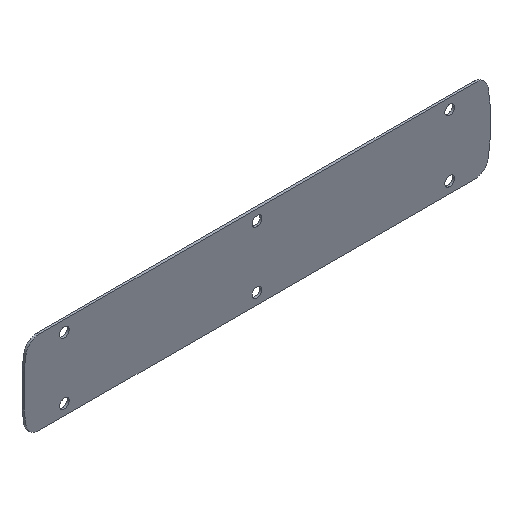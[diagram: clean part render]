
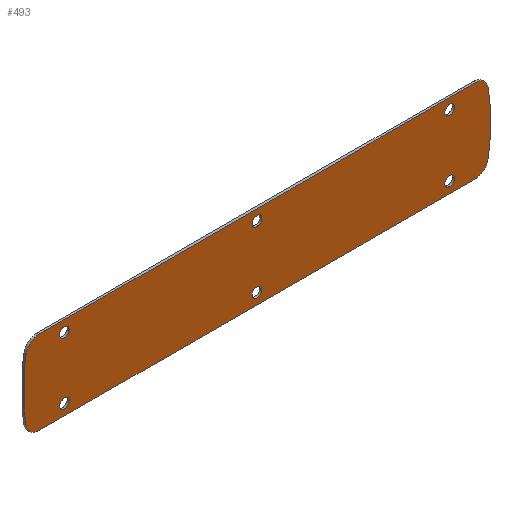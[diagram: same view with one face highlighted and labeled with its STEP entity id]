
A CAD part, isometric view. The second image highlights one B-rep face of the part: STEP entity #493.
In plain terms, the highlighted planar face has unit normal (0, -1, 0).
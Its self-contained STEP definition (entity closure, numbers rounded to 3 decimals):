
#2=CARTESIAN_POINT('',(-159.115,0.,20.9));
#3=DIRECTION('',(0.,-1.,0.));
#4=DIRECTION('',(0.,0.,1.));
#5=AXIS2_PLACEMENT_3D('',#2,#3,#4);
#7=DIRECTION('',(1.,0.,0.));
#8=VECTOR('',#7,318.23);
#9=CARTESIAN_POINT('',(-159.115,0.,30.4));
#10=LINE('',#9,#8);
#11=CARTESIAN_POINT('',(159.115,0.,20.9));
#12=DIRECTION('',(0.,-1.,0.));
#13=DIRECTION('',(0.986,0.,0.167));
#14=AXIS2_PLACEMENT_3D('',#11,#12,#13);
#16=CARTESIAN_POINT('',(35.367,0.,0.));
#17=DIRECTION('',(0.,1.,0.));
#18=DIRECTION('',(0.986,0.,0.167));
#19=AXIS2_PLACEMENT_3D('',#16,#17,#18);
#21=DIRECTION('',(0.,0.,-1.));
#22=VECTOR('',#21,22.447);
#23=CARTESIAN_POINT('',(169.9,0.,11.223));
#24=LINE('',#23,#22);
#25=CARTESIAN_POINT('',(35.367,0.,0.));
#26=DIRECTION('',(0.,1.,0.));
#27=DIRECTION('',(0.997,0.,-0.083));
#28=AXIS2_PLACEMENT_3D('',#25,#26,#27);
#30=CARTESIAN_POINT('',(159.115,0.,-20.9));
#31=DIRECTION('',(0.,-1.,0.));
#32=DIRECTION('',(0.,0.,-1.));
#33=AXIS2_PLACEMENT_3D('',#30,#31,#32);
#35=DIRECTION('',(-1.,0.,0.));
#36=VECTOR('',#35,318.23);
#37=CARTESIAN_POINT('',(159.115,0.,-30.4));
#38=LINE('',#37,#36);
#39=CARTESIAN_POINT('',(-159.115,0.,-20.9));
#40=DIRECTION('',(0.,-1.,0.));
#41=DIRECTION('',(-0.986,0.,-0.167));
#42=AXIS2_PLACEMENT_3D('',#39,#40,#41);
#44=CARTESIAN_POINT('',(-35.367,0.,0.));
#45=DIRECTION('',(0.,1.,0.));
#46=DIRECTION('',(-0.986,0.,-0.167));
#47=AXIS2_PLACEMENT_3D('',#44,#45,#46);
#49=DIRECTION('',(0.,0.,1.));
#50=VECTOR('',#49,22.447);
#51=CARTESIAN_POINT('',(-169.9,0.,-11.223));
#52=LINE('',#51,#50);
#53=CARTESIAN_POINT('',(-35.367,0.,0.));
#54=DIRECTION('',(0.,1.,0.));
#55=DIRECTION('',(-0.997,0.,0.083));
#56=AXIS2_PLACEMENT_3D('',#53,#54,#55);
#58=CARTESIAN_POINT('',(0.,0.,-22.5));
#59=DIRECTION('',(0.,1.,0.));
#60=DIRECTION('',(1.,0.,0.));
#61=AXIS2_PLACEMENT_3D('',#58,#59,#60);
#63=CARTESIAN_POINT('',(0.,0.,-22.5));
#64=DIRECTION('',(0.,1.,0.));
#65=DIRECTION('',(-1.,0.,0.));
#66=AXIS2_PLACEMENT_3D('',#63,#64,#65);
#68=CARTESIAN_POINT('',(0.,0.,22.5));
#69=DIRECTION('',(0.,1.,0.));
#70=DIRECTION('',(1.,0.,0.));
#71=AXIS2_PLACEMENT_3D('',#68,#69,#70);
#73=CARTESIAN_POINT('',(0.,0.,22.5));
#74=DIRECTION('',(0.,1.,0.));
#75=DIRECTION('',(-1.,0.,0.));
#76=AXIS2_PLACEMENT_3D('',#73,#74,#75);
#78=CARTESIAN_POINT('',(140.5,0.,-22.5));
#79=DIRECTION('',(0.,1.,0.));
#80=DIRECTION('',(1.,0.,0.));
#81=AXIS2_PLACEMENT_3D('',#78,#79,#80);
#83=CARTESIAN_POINT('',(140.5,0.,-22.5));
#84=DIRECTION('',(0.,1.,0.));
#85=DIRECTION('',(-1.,0.,0.));
#86=AXIS2_PLACEMENT_3D('',#83,#84,#85);
#88=CARTESIAN_POINT('',(140.5,0.,22.5));
#89=DIRECTION('',(0.,1.,0.));
#90=DIRECTION('',(1.,0.,0.));
#91=AXIS2_PLACEMENT_3D('',#88,#89,#90);
#93=CARTESIAN_POINT('',(140.5,0.,22.5));
#94=DIRECTION('',(0.,1.,0.));
#95=DIRECTION('',(-1.,0.,0.));
#96=AXIS2_PLACEMENT_3D('',#93,#94,#95);
#98=CARTESIAN_POINT('',(-140.5,0.,22.5));
#99=DIRECTION('',(0.,1.,0.));
#100=DIRECTION('',(1.,0.,0.));
#101=AXIS2_PLACEMENT_3D('',#98,#99,#100);
#103=CARTESIAN_POINT('',(-140.5,0.,22.5));
#104=DIRECTION('',(0.,1.,0.));
#105=DIRECTION('',(-1.,0.,0.));
#106=AXIS2_PLACEMENT_3D('',#103,#104,#105);
#108=CARTESIAN_POINT('',(-140.5,0.,-22.5));
#109=DIRECTION('',(0.,1.,0.));
#110=DIRECTION('',(1.,0.,0.));
#111=AXIS2_PLACEMENT_3D('',#108,#109,#110);
#113=CARTESIAN_POINT('',(-140.5,0.,-22.5));
#114=DIRECTION('',(0.,1.,0.));
#115=DIRECTION('',(-1.,0.,0.));
#116=AXIS2_PLACEMENT_3D('',#113,#114,#115);
#330=CARTESIAN_POINT('',(-169.9,0.,-11.223));
#331=CARTESIAN_POINT('',(-169.9,0.,11.223));
#332=VERTEX_POINT('',#330);
#333=VERTEX_POINT('',#331);
#334=CARTESIAN_POINT('',(169.9,0.,11.223));
#335=CARTESIAN_POINT('',(169.9,0.,-11.223));
#336=VERTEX_POINT('',#334);
#337=VERTEX_POINT('',#335);
#362=CARTESIAN_POINT('',(-159.115,0.,30.4));
#363=CARTESIAN_POINT('',(-168.482,0.,22.482));
#364=VERTEX_POINT('',#362);
#365=VERTEX_POINT('',#363);
#366=CARTESIAN_POINT('',(-168.482,0.,-22.482));
#367=CARTESIAN_POINT('',(-159.115,0.,-30.4));
#368=VERTEX_POINT('',#366);
#369=VERTEX_POINT('',#367);
#370=CARTESIAN_POINT('',(159.115,0.,-30.4));
#371=CARTESIAN_POINT('',(168.482,0.,-22.482));
#372=VERTEX_POINT('',#370);
#373=VERTEX_POINT('',#371);
#374=CARTESIAN_POINT('',(168.482,0.,22.482));
#375=CARTESIAN_POINT('',(159.115,0.,30.4));
#376=VERTEX_POINT('',#374);
#377=VERTEX_POINT('',#375);
#378=CARTESIAN_POINT('',(3.5,0.,-22.5));
#379=CARTESIAN_POINT('',(-3.5,0.,-22.5));
#380=VERTEX_POINT('',#378);
#381=VERTEX_POINT('',#379);
#382=CARTESIAN_POINT('',(3.5,0.,22.5));
#383=CARTESIAN_POINT('',(-3.5,0.,22.5));
#384=VERTEX_POINT('',#382);
#385=VERTEX_POINT('',#383);
#386=CARTESIAN_POINT('',(144.,0.,-22.5));
#387=CARTESIAN_POINT('',(137.,0.,-22.5));
#388=VERTEX_POINT('',#386);
#389=VERTEX_POINT('',#387);
#390=CARTESIAN_POINT('',(144.,0.,22.5));
#391=CARTESIAN_POINT('',(137.,0.,22.5));
#392=VERTEX_POINT('',#390);
#393=VERTEX_POINT('',#391);
#394=CARTESIAN_POINT('',(-137.,0.,22.5));
#395=CARTESIAN_POINT('',(-144.,0.,22.5));
#396=VERTEX_POINT('',#394);
#397=VERTEX_POINT('',#395);
#398=CARTESIAN_POINT('',(-137.,0.,-22.5));
#399=CARTESIAN_POINT('',(-144.,0.,-22.5));
#400=VERTEX_POINT('',#398);
#401=VERTEX_POINT('',#399);
#426=CARTESIAN_POINT('',(0.,0.,0.));
#427=DIRECTION('',(0.,1.,0.));
#428=DIRECTION('',(1.,0.,0.));
#429=AXIS2_PLACEMENT_3D('',#426,#427,#428);
#430=PLANE('',#429);
#432=ORIENTED_EDGE('',*,*,#431,.F.);
#434=ORIENTED_EDGE('',*,*,#433,.T.);
#436=ORIENTED_EDGE('',*,*,#435,.F.);
#438=ORIENTED_EDGE('',*,*,#437,.T.);
#440=ORIENTED_EDGE('',*,*,#439,.T.);
#442=ORIENTED_EDGE('',*,*,#441,.T.);
#444=ORIENTED_EDGE('',*,*,#443,.F.);
#446=ORIENTED_EDGE('',*,*,#445,.T.);
#448=ORIENTED_EDGE('',*,*,#447,.F.);
#450=ORIENTED_EDGE('',*,*,#449,.T.);
#452=ORIENTED_EDGE('',*,*,#451,.T.);
#454=ORIENTED_EDGE('',*,*,#453,.T.);
#455=EDGE_LOOP('',(#432,#434,#436,#438,#440,#442,#444,#446,#448,#450,#452,
#454));
#456=FACE_OUTER_BOUND('',#455,.F.);
#458=ORIENTED_EDGE('',*,*,#457,.F.);
#460=ORIENTED_EDGE('',*,*,#459,.F.);
#461=EDGE_LOOP('',(#458,#460));
#462=FACE_BOUND('',#461,.F.);
#464=ORIENTED_EDGE('',*,*,#463,.F.);
#466=ORIENTED_EDGE('',*,*,#465,.F.);
#467=EDGE_LOOP('',(#464,#466));
#468=FACE_BOUND('',#467,.F.);
#470=ORIENTED_EDGE('',*,*,#469,.F.);
#472=ORIENTED_EDGE('',*,*,#471,.F.);
#473=EDGE_LOOP('',(#470,#472));
#474=FACE_BOUND('',#473,.F.);
#476=ORIENTED_EDGE('',*,*,#475,.F.);
#478=ORIENTED_EDGE('',*,*,#477,.F.);
#479=EDGE_LOOP('',(#476,#478));
#480=FACE_BOUND('',#479,.F.);
#482=ORIENTED_EDGE('',*,*,#481,.F.);
#484=ORIENTED_EDGE('',*,*,#483,.F.);
#485=EDGE_LOOP('',(#482,#484));
#486=FACE_BOUND('',#485,.F.);
#488=ORIENTED_EDGE('',*,*,#487,.F.);
#490=ORIENTED_EDGE('',*,*,#489,.F.);
#491=EDGE_LOOP('',(#488,#490));
#492=FACE_BOUND('',#491,.F.);
#493=ADVANCED_FACE('',(#456,#462,#468,#474,#480,#486,#492),#430,.F.);
#6=CIRCLE('',#5,9.5);
#15=CIRCLE('',#14,9.5);
#20=CIRCLE('',#19,135.);
#29=CIRCLE('',#28,135.);
#34=CIRCLE('',#33,9.5);
#43=CIRCLE('',#42,9.5);
#48=CIRCLE('',#47,135.);
#57=CIRCLE('',#56,135.);
#62=CIRCLE('',#61,3.5);
#67=CIRCLE('',#66,3.5);
#72=CIRCLE('',#71,3.5);
#77=CIRCLE('',#76,3.5);
#82=CIRCLE('',#81,3.5);
#87=CIRCLE('',#86,3.5);
#92=CIRCLE('',#91,3.5);
#97=CIRCLE('',#96,3.5);
#102=CIRCLE('',#101,3.5);
#107=CIRCLE('',#106,3.5);
#112=CIRCLE('',#111,3.5);
#117=CIRCLE('',#116,3.5);
#431=EDGE_CURVE('',#364,#365,#6,.T.);
#433=EDGE_CURVE('',#364,#377,#10,.T.);
#435=EDGE_CURVE('',#376,#377,#15,.T.);
#437=EDGE_CURVE('',#376,#336,#20,.T.);
#439=EDGE_CURVE('',#336,#337,#24,.T.);
#441=EDGE_CURVE('',#337,#373,#29,.T.);
#443=EDGE_CURVE('',#372,#373,#34,.T.);
#445=EDGE_CURVE('',#372,#369,#38,.T.);
#447=EDGE_CURVE('',#368,#369,#43,.T.);
#449=EDGE_CURVE('',#368,#332,#48,.T.);
#451=EDGE_CURVE('',#332,#333,#52,.T.);
#453=EDGE_CURVE('',#333,#365,#57,.T.);
#457=EDGE_CURVE('',#380,#381,#62,.T.);
#459=EDGE_CURVE('',#381,#380,#67,.T.);
#463=EDGE_CURVE('',#384,#385,#72,.T.);
#465=EDGE_CURVE('',#385,#384,#77,.T.);
#469=EDGE_CURVE('',#388,#389,#82,.T.);
#471=EDGE_CURVE('',#389,#388,#87,.T.);
#475=EDGE_CURVE('',#392,#393,#92,.T.);
#477=EDGE_CURVE('',#393,#392,#97,.T.);
#481=EDGE_CURVE('',#396,#397,#102,.T.);
#483=EDGE_CURVE('',#397,#396,#107,.T.);
#487=EDGE_CURVE('',#400,#401,#112,.T.);
#489=EDGE_CURVE('',#401,#400,#117,.T.);
